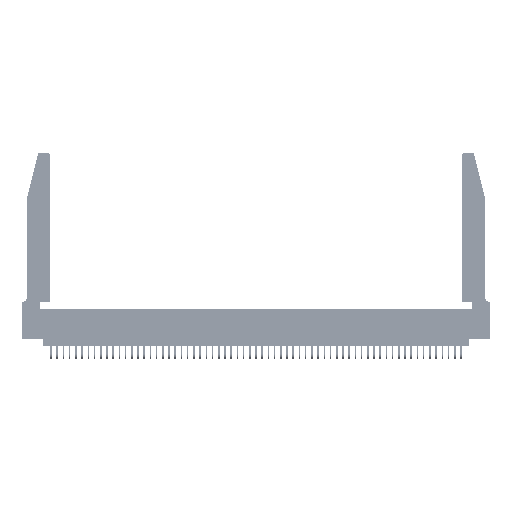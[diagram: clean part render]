
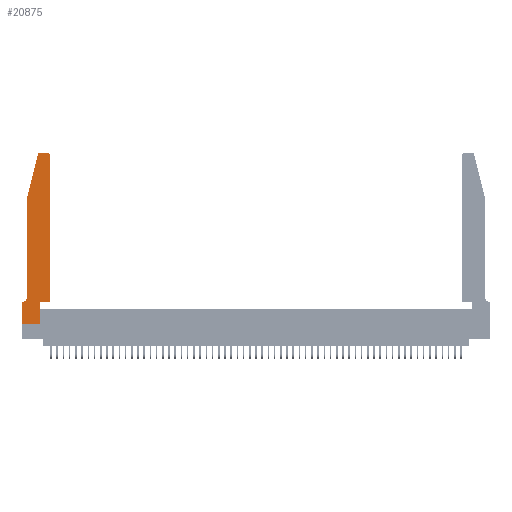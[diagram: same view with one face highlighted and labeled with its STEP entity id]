
A CAD part, top view. The second image highlights one B-rep face of the part: STEP entity #20875.
In plain terms, the highlighted planar face has unit normal (0, 0, 1).
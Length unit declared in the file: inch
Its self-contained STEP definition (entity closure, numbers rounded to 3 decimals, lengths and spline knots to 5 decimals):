
#44 = EDGE_CURVE ( 'NONE', #33563, #34518, #16189, .T. ) ;
#152 = CARTESIAN_POINT ( 'NONE',  ( 0.2865, 0., 0.37 ) ) ;
#159 = LINE ( 'NONE', #40152, #33211 ) ;
#638 = CARTESIAN_POINT ( 'NONE',  ( 0.0755, 2., 0.37 ) ) ;
#2320 = DIRECTION ( 'NONE',  ( -0.239, -0.971, 0. ) ) ;
#2601 = VECTOR ( 'NONE', #26406, 39.37008 ) ;
#3036 = VERTEX_POINT ( 'NONE', #3755 ) ;
#3755 = CARTESIAN_POINT ( 'NONE',  ( 0.4505, 2.72, 0.37 ) ) ;
#4022 = VECTOR ( 'NONE', #43486, 39.37008 ) ;
#4322 = ORIENTED_EDGE ( 'NONE', *, *, #13168, .T. ) ;
#4553 = AXIS2_PLACEMENT_3D ( 'NONE', #13184, #43231, #17509 ) ;
#7595 = CARTESIAN_POINT ( 'NONE',  ( 0.4505, 0.35, 0.37 ) ) ;
#7928 = LINE ( 'NONE', #10353, #40900 ) ;
#8244 = DIRECTION ( 'NONE',  ( 0., 1., 0. ) ) ;
#8439 = DIRECTION ( 'NONE',  ( 0., 0., -1. ) ) ;
#8714 = PLANE ( 'NONE',  #14767 ) ;
#9811 = VERTEX_POINT ( 'NONE', #17268 ) ;
#10098 = CARTESIAN_POINT ( 'NONE',  ( 0.284, 2.72, 0.37 ) ) ;
#10353 = CARTESIAN_POINT ( 'NONE',  ( 0.2865, 0.35, 0.37 ) ) ;
#10461 = DIRECTION ( 'NONE',  ( 0., -1., 0. ) ) ;
#10521 = CARTESIAN_POINT ( 'NONE',  ( 0.25487, 2.72718, 0.37 ) ) ;
#11037 = ORIENTED_EDGE ( 'NONE', *, *, #51749, .T. ) ;
#11784 = VERTEX_POINT ( 'NONE', #35471 ) ;
#11998 = ORIENTED_EDGE ( 'NONE', *, *, #44, .T. ) ;
#12173 = EDGE_CURVE ( 'NONE', #11784, #19064, #46396, .T. ) ;
#13066 = DIRECTION ( 'NONE',  ( 1., 0., 0. ) ) ;
#13168 = EDGE_CURVE ( 'NONE', #19064, #36403, #7928, .T. ) ;
#13184 = CARTESIAN_POINT ( 'NONE',  ( 0.4205, 2.72, 0.37 ) ) ;
#14138 = LINE ( 'NONE', #17984, #2601 ) ;
#14364 = ORIENTED_EDGE ( 'NONE', *, *, #22503, .T. ) ;
#14427 = DIRECTION ( 'NONE',  ( 1., 0., 0. ) ) ;
#14462 = DIRECTION ( 'NONE',  ( 1., 0., 0. ) ) ;
#14634 = CARTESIAN_POINT ( 'NONE',  ( 0.0755, 2., 0.37 ) ) ;
#14645 = CARTESIAN_POINT ( 'NONE',  ( 0.0055, 0.35, 0.37 ) ) ;
#14767 = AXIS2_PLACEMENT_3D ( 'NONE', #30148, #38794, #13066 ) ;
#15028 = ORIENTED_EDGE ( 'NONE', *, *, #50442, .T. ) ;
#16115 = CARTESIAN_POINT ( 'NONE',  ( 0.4205, 2.75, 0.37 ) ) ;
#16189 = CIRCLE ( 'NONE', #54178, 0.03 ) ;
#16808 = EDGE_CURVE ( 'NONE', #52040, #9811, #27496, .T. ) ;
#17101 = CARTESIAN_POINT ( 'NONE',  ( 0.4505, 0.35, 0.37 ) ) ;
#17268 = CARTESIAN_POINT ( 'NONE',  ( 0., 0.35, 0.37 ) ) ;
#17476 = ORIENTED_EDGE ( 'NONE', *, *, #46324, .T. ) ;
#17509 = DIRECTION ( 'NONE',  ( 1., 0., 0. ) ) ;
#17883 = CARTESIAN_POINT ( 'NONE',  ( 0.0755, 0.42, 0.37 ) ) ;
#17984 = CARTESIAN_POINT ( 'NONE',  ( 0., 0., 0.37 ) ) ;
#19064 = VERTEX_POINT ( 'NONE', #152 ) ;
#20875 = ADVANCED_FACE ( 'NONE', ( #37177 ), #8714, .T. ) ;
#21345 = CARTESIAN_POINT ( 'NONE',  ( 0.2865, 0.35, 0.37 ) ) ;
#22329 = VECTOR ( 'NONE', #8244, 39.37008 ) ;
#22503 = EDGE_CURVE ( 'NONE', #27739, #33563, #28280, .T. ) ;
#23490 = VECTOR ( 'NONE', #33958, 39.37008 ) ;
#24971 = VERTEX_POINT ( 'NONE', #17883 ) ;
#24983 = VECTOR ( 'NONE', #10461, 39.37008 ) ;
#25124 = CARTESIAN_POINT ( 'NONE',  ( 0., 0., 0.37 ) ) ;
#26406 = DIRECTION ( 'NONE',  ( 0., -1., 0. ) ) ;
#27176 = EDGE_CURVE ( 'NONE', #42442, #3036, #31093, .T. ) ;
#27496 = LINE ( 'NONE', #48550, #49018 ) ;
#27513 = EDGE_CURVE ( 'NONE', #53857, #24971, #36442, .T. ) ;
#27646 = DIRECTION ( 'NONE',  ( 0., 1., 0. ) ) ;
#27739 = VERTEX_POINT ( 'NONE', #16115 ) ;
#28280 = LINE ( 'NONE', #30511, #4022 ) ;
#28366 = VECTOR ( 'NONE', #2320, 39.37008 ) ;
#28832 = ORIENTED_EDGE ( 'NONE', *, *, #27176, .T. ) ;
#29855 = EDGE_CURVE ( 'NONE', #36403, #42442, #159, .T. ) ;
#30148 = CARTESIAN_POINT ( 'NONE',  ( 0., 0.35, 0.37 ) ) ;
#30511 = CARTESIAN_POINT ( 'NONE',  ( 0.2605, 2.75, 0.37 ) ) ;
#31093 = LINE ( 'NONE', #17101, #22329 ) ;
#33078 = AXIS2_PLACEMENT_3D ( 'NONE', #34194, #8439, #38529 ) ;
#33211 = VECTOR ( 'NONE', #14427, 39.37008 ) ;
#33563 = VERTEX_POINT ( 'NONE', #46879 ) ;
#33958 = DIRECTION ( 'NONE',  ( 1., 0., 0. ) ) ;
#34194 = CARTESIAN_POINT ( 'NONE',  ( 0.0055, 0.42, 0.37 ) ) ;
#34518 = VERTEX_POINT ( 'NONE', #10521 ) ;
#35471 = CARTESIAN_POINT ( 'NONE',  ( 0., 0., 0.37 ) ) ;
#36403 = VERTEX_POINT ( 'NONE', #21345 ) ;
#36442 = LINE ( 'NONE', #14634, #24983 ) ;
#37177 = FACE_OUTER_BOUND ( 'NONE', #46975, .T. ) ;
#37740 = CIRCLE ( 'NONE', #33078, 0.07 ) ;
#38529 = DIRECTION ( 'NONE',  ( -1., 0., 0. ) ) ;
#38794 = DIRECTION ( 'NONE',  ( 0., 0., 1. ) ) ;
#39087 = ORIENTED_EDGE ( 'NONE', *, *, #52483, .T. ) ;
#39902 = DIRECTION ( 'NONE',  ( -1., 0., 0. ) ) ;
#40152 = CARTESIAN_POINT ( 'NONE',  ( 0.4505, 0.35, 0.37 ) ) ;
#40188 = DIRECTION ( 'NONE',  ( 0., 0., 1. ) ) ;
#40900 = VECTOR ( 'NONE', #27646, 39.37008 ) ;
#42442 = VERTEX_POINT ( 'NONE', #7595 ) ;
#42635 = ORIENTED_EDGE ( 'NONE', *, *, #27513, .T. ) ;
#42788 = CIRCLE ( 'NONE', #4553, 0.03 ) ;
#43231 = DIRECTION ( 'NONE',  ( 0., 0., 1. ) ) ;
#43486 = DIRECTION ( 'NONE',  ( -1., 0., 0. ) ) ;
#45266 = CARTESIAN_POINT ( 'NONE',  ( 0.0755, 2., 0.37 ) ) ;
#46324 = EDGE_CURVE ( 'NONE', #34518, #53857, #51232, .T. ) ;
#46396 = LINE ( 'NONE', #25124, #23490 ) ;
#46879 = CARTESIAN_POINT ( 'NONE',  ( 0.284, 2.75, 0.37 ) ) ;
#46975 = EDGE_LOOP ( 'NONE', ( #14364, #11998, #17476, #42635, #11037, #55471, #39087, #52453, #4322, #51844, #28832, #15028 ) ) ;
#48550 = CARTESIAN_POINT ( 'NONE',  ( 0.0755, 0.35, 0.37 ) ) ;
#49018 = VECTOR ( 'NONE', #39902, 39.37008 ) ;
#50442 = EDGE_CURVE ( 'NONE', #3036, #27739, #42788, .T. ) ;
#51232 = LINE ( 'NONE', #45266, #28366 ) ;
#51749 = EDGE_CURVE ( 'NONE', #24971, #52040, #37740, .T. ) ;
#51844 = ORIENTED_EDGE ( 'NONE', *, *, #29855, .T. ) ;
#52040 = VERTEX_POINT ( 'NONE', #14645 ) ;
#52453 = ORIENTED_EDGE ( 'NONE', *, *, #12173, .T. ) ;
#52483 = EDGE_CURVE ( 'NONE', #9811, #11784, #14138, .T. ) ;
#53857 = VERTEX_POINT ( 'NONE', #638 ) ;
#54178 = AXIS2_PLACEMENT_3D ( 'NONE', #10098, #40188, #14462 ) ;
#55471 = ORIENTED_EDGE ( 'NONE', *, *, #16808, .T. ) ;
